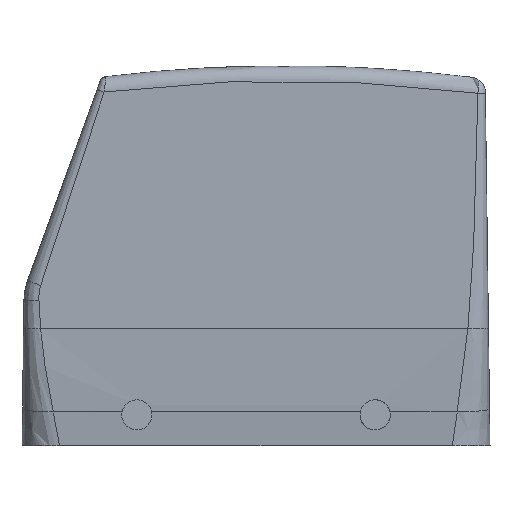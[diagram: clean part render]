
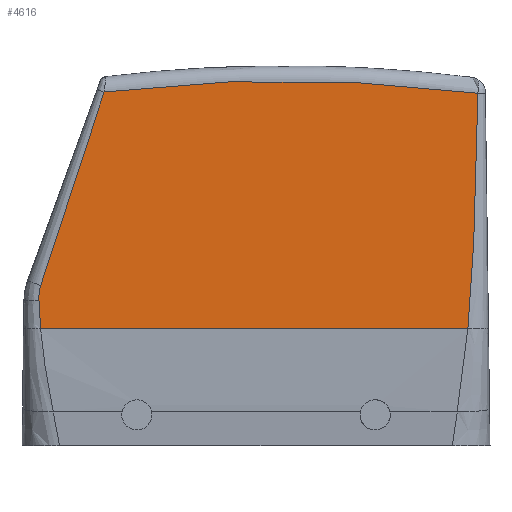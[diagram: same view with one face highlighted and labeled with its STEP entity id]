
A CAD part, left-side view. The second image highlights one B-rep face of the part: STEP entity #4616.
In plain terms, the highlighted planar face has unit normal (-1, 0, 0).
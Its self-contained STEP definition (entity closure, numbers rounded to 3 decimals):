
#4534=AXIS2_PLACEMENT_3D('Circle Axis2P3D',#4532,#4533,$) ;
#4579=AXIS2_PLACEMENT_3D('Plane Axis2P3D',#4576,#4577,#4578) ;
#2557=CARTESIAN_POINT('Vertex',(6.25,4.411,23.338)) ;
#2596=CARTESIAN_POINT('Line Origine',(6.25,46.419,23.338)) ;
#2600=CARTESIAN_POINT('Vertex',(6.25,89.591,23.338)) ;
#3125=CARTESIAN_POINT('Control Point',(6.25,89.921,28.961)) ;
#3126=CARTESIAN_POINT('Control Point',(6.25,89.872,27.839)) ;
#3127=CARTESIAN_POINT('Control Point',(6.25,89.821,26.714)) ;
#3128=CARTESIAN_POINT('Control Point',(6.25,89.759,25.589)) ;
#3129=CARTESIAN_POINT('Control Point',(6.25,89.683,24.463)) ;
#3130=CARTESIAN_POINT('Control Point',(6.25,89.591,23.338)) ;
#3131=CARTESIAN_POINT('Vertex',(6.25,89.921,28.961)) ;
#3964=CARTESIAN_POINT('Vertex',(6.25,2.414,70.328)) ;
#4308=CARTESIAN_POINT('Control Point',(6.25,2.414,70.328)) ;
#4309=CARTESIAN_POINT('Control Point',(6.25,2.415,70.261)) ;
#4310=CARTESIAN_POINT('Control Point',(6.25,2.417,70.195)) ;
#4311=CARTESIAN_POINT('Control Point',(6.25,2.418,70.127)) ;
#4312=CARTESIAN_POINT('Control Point',(6.25,2.421,69.922)) ;
#4313=CARTESIAN_POINT('Control Point',(6.25,2.425,69.701)) ;
#4314=CARTESIAN_POINT('Control Point',(6.25,2.427,69.597)) ;
#4315=CARTESIAN_POINT('Control Point',(6.25,2.43,69.372)) ;
#4316=CARTESIAN_POINT('Control Point',(6.25,2.434,69.147)) ;
#4317=CARTESIAN_POINT('Control Point',(6.25,2.437,68.989)) ;
#4318=CARTESIAN_POINT('Control Point',(6.25,2.442,68.674)) ;
#4319=CARTESIAN_POINT('Control Point',(6.25,2.448,68.359)) ;
#4320=CARTESIAN_POINT('Control Point',(6.25,2.451,68.201)) ;
#4321=CARTESIAN_POINT('Control Point',(6.25,2.462,67.57)) ;
#4322=CARTESIAN_POINT('Control Point',(6.25,2.473,66.938)) ;
#4323=CARTESIAN_POINT('Control Point',(6.25,2.482,66.464)) ;
#4324=CARTESIAN_POINT('Control Point',(6.25,2.5,65.517)) ;
#4325=CARTESIAN_POINT('Control Point',(6.25,2.519,64.569)) ;
#4326=CARTESIAN_POINT('Control Point',(6.25,2.528,64.095)) ;
#4327=CARTESIAN_POINT('Control Point',(6.25,2.558,62.674)) ;
#4328=CARTESIAN_POINT('Control Point',(6.25,2.589,61.253)) ;
#4329=CARTESIAN_POINT('Control Point',(6.25,2.611,60.306)) ;
#4330=CARTESIAN_POINT('Control Point',(6.25,2.691,57.015)) ;
#4331=CARTESIAN_POINT('Control Point',(6.25,2.782,53.726)) ;
#4332=CARTESIAN_POINT('Control Point',(6.25,2.853,51.384)) ;
#4333=CARTESIAN_POINT('Control Point',(6.25,2.992,47.065)) ;
#4334=CARTESIAN_POINT('Control Point',(6.25,3.153,42.748)) ;
#4335=CARTESIAN_POINT('Control Point',(6.25,3.231,40.772)) ;
#4336=CARTESIAN_POINT('Control Point',(6.25,3.361,37.803)) ;
#4337=CARTESIAN_POINT('Control Point',(6.25,3.515,34.835)) ;
#4338=CARTESIAN_POINT('Control Point',(6.25,3.569,33.862)) ;
#4339=CARTESIAN_POINT('Control Point',(6.25,3.73,31.16)) ;
#4340=CARTESIAN_POINT('Control Point',(6.25,3.929,28.46)) ;
#4341=CARTESIAN_POINT('Control Point',(6.25,4.073,26.752)) ;
#4342=CARTESIAN_POINT('Control Point',(6.25,4.234,25.045)) ;
#4343=CARTESIAN_POINT('Control Point',(6.25,4.411,23.338)) ;
#4529=CARTESIAN_POINT('Vertex',(6.25,76.92,70.577)) ;
#4532=CARTESIAN_POINT('Axis2P3D Location',(6.25,40.65,-224.2)) ;
#4576=CARTESIAN_POINT('Axis2P3D Location',(6.25,-19.409,-37.643)) ;
#4582=CARTESIAN_POINT('Control Point',(6.25,76.92,70.577)) ;
#4583=CARTESIAN_POINT('Control Point',(6.25,76.974,70.421)) ;
#4584=CARTESIAN_POINT('Control Point',(6.25,77.027,70.265)) ;
#4585=CARTESIAN_POINT('Control Point',(6.25,77.081,70.109)) ;
#4586=CARTESIAN_POINT('Control Point',(6.25,77.51,68.858)) ;
#4587=CARTESIAN_POINT('Control Point',(6.25,77.939,67.606)) ;
#4588=CARTESIAN_POINT('Control Point',(6.25,78.313,66.51)) ;
#4589=CARTESIAN_POINT('Control Point',(6.25,80.257,60.8)) ;
#4590=CARTESIAN_POINT('Control Point',(6.25,82.167,55.082)) ;
#4591=CARTESIAN_POINT('Control Point',(6.25,83.679,50.461)) ;
#4592=CARTESIAN_POINT('Control Point',(6.25,85.783,43.983)) ;
#4593=CARTESIAN_POINT('Control Point',(6.25,87.851,37.493)) ;
#4594=CARTESIAN_POINT('Control Point',(6.25,88.424,35.683)) ;
#4595=CARTESIAN_POINT('Control Point',(6.25,89.003,33.839)) ;
#4596=CARTESIAN_POINT('Control Point',(6.25,89.575,31.992)) ;
#4597=CARTESIAN_POINT('Vertex',(6.25,89.575,31.992)) ;
#4601=CARTESIAN_POINT('Control Point',(6.25,89.575,31.992)) ;
#4602=CARTESIAN_POINT('Control Point',(6.25,89.748,31.402)) ;
#4603=CARTESIAN_POINT('Control Point',(6.25,89.871,30.797)) ;
#4604=CARTESIAN_POINT('Control Point',(6.25,89.942,30.184)) ;
#4605=CARTESIAN_POINT('Control Point',(6.25,89.958,29.569)) ;
#4606=CARTESIAN_POINT('Control Point',(6.25,89.921,28.961)) ;
#2597=DIRECTION('Vector Direction',(0.,-1.,0.)) ;
#4533=DIRECTION('Axis2P3D Direction',(-1.,0.,0.)) ;
#4577=DIRECTION('Axis2P3D Direction',(-1.,0.,0.)) ;
#4578=DIRECTION('Axis2P3D XDirection',(0.,-0.317,0.949)) ;
#2598=VECTOR('Line Direction',#2597,1.) ;
#4609=ORIENTED_EDGE('',*,*,#4536,.T.) ;
#4610=ORIENTED_EDGE('',*,*,#4599,.F.) ;
#4611=ORIENTED_EDGE('',*,*,#4607,.F.) ;
#4612=ORIENTED_EDGE('',*,*,#3133,.F.) ;
#4613=ORIENTED_EDGE('',*,*,#2602,.T.) ;
#4614=ORIENTED_EDGE('',*,*,#4344,.T.) ;
#4616=ADVANCED_FACE('Hood',(#4615),#4580,.T.) ;
#3124=B_SPLINE_CURVE_WITH_KNOTS('',5,(#3125,#3126,#3127,#3128,#3129,#3130),.UNSPECIFIED.,.F.,.U.,(6,6),(81.523,87.149),.UNSPECIFIED.) ;
#4307=B_SPLINE_CURVE_WITH_KNOTS('',5,(#4308,#4309,#4310,#4311,#4312,#4313,#4314,#4315,#4316,#4317,#4318,#4319,#4320,#4321,#4322,#4323,#4324,#4325,#4326,#4327,#4328,#4329,#4330,#4331,#4332,#4333,#4334,#4335,#4336,#4337,#4338,#4339,#4340,#4341,#4342,#4343),.UNSPECIFIED.,.F.,.U.,(6,3,3,3,3,3,3,3,3,3,3,6),(8.249,8.589,8.929,9.717,10.506,12.88,15.254,20.001,31.754,41.679,46.667,55.257),.UNSPECIFIED.) ;
#4581=B_SPLINE_CURVE_WITH_KNOTS('',5,(#4582,#4583,#4584,#4585,#4586,#4587,#4588,#4589,#4590,#4591,#4592,#4593,#4594,#4595,#4596),.UNSPECIFIED.,.F.,.U.,(6,3,3,3,6),(0.,1.169,9.351,43.805,57.479),.UNSPECIFIED.) ;
#4600=B_SPLINE_CURVE_WITH_KNOTS('',5,(#4601,#4602,#4603,#4604,#4605,#4606),.UNSPECIFIED.,.F.,.U.,(6,6),(0.,4.34),.UNSPECIFIED.) ;
#4535=CIRCLE('generated circle',#4534,297.) ;
#2602=EDGE_CURVE('',#2601,#2558,#2599,.T.) ;
#3133=EDGE_CURVE('',#2601,#3132,#3124,.F.) ;
#4344=EDGE_CURVE('',#2558,#3965,#4307,.F.) ;
#4536=EDGE_CURVE('',#3965,#4530,#4535,.T.) ;
#4599=EDGE_CURVE('',#4598,#4530,#4581,.F.) ;
#4607=EDGE_CURVE('',#3132,#4598,#4600,.F.) ;
#4608=EDGE_LOOP('',(#4609,#4610,#4611,#4612,#4613,#4614)) ;
#4615=FACE_OUTER_BOUND('',#4608,.T.) ;
#2599=LINE('Line',#2596,#2598) ;
#4580=PLANE('',#4579) ;
#2558=VERTEX_POINT('',#2557) ;
#2601=VERTEX_POINT('',#2600) ;
#3132=VERTEX_POINT('',#3131) ;
#3965=VERTEX_POINT('',#3964) ;
#4530=VERTEX_POINT('',#4529) ;
#4598=VERTEX_POINT('',#4597) ;
